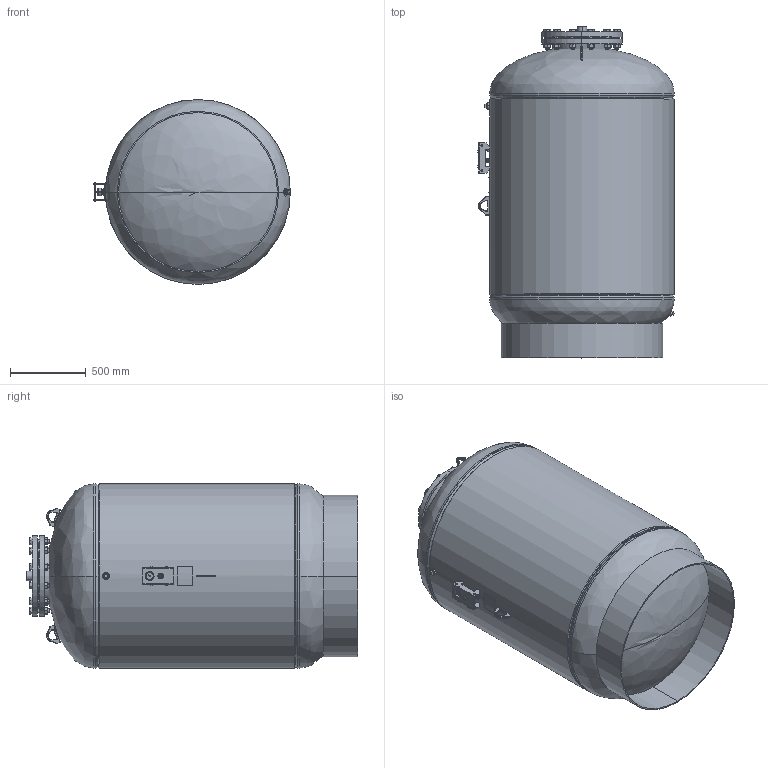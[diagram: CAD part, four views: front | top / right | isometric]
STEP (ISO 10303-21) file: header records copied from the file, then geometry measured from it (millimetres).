
FILE_DESCRIPTION (( 'STEP AP203' ), '1' );
FILE_NAME ('NLA-2000-HP.STEP', '2022-04-20T20:32:05', ( '' ), ( '' ), 'SwSTEP 2.0', 'SolidWorks 2021', '' );
FILE_SCHEMA (( 'CONFIG_CONTROL_DESIGN' ));
Length unit declared in the file: inch
Products named in the file (30): 9800640_HHNUT 1.0000-8-D-N; 9500050; 99K0777; PLUGS_9500150; 9600830_48" VERT; Couplings_9500564; NLA-2000-HP; 99P3903; PLUGS_9500140; 07200300_5081T17; 9200241-1; 9800460_03-34; BLIND FLANGES ASME B16.5_14 150# SA-105; 9801686_5388K24; 9500010; 9500030; 9800687_4464K255; 22Q0689; 99K0776; 9500000; 9500040; 99J0601; 9400542; 9801685_76; 99M0553; 9800585_HHBOLT 1.0000-8x4.5x4.5-N; 22B0688; 9800401_9800400; 9800448
Assembly tree (55 placements, depth 2):
  NLA-2000-HP
    22B0688
    9200241-1
    9200241-1
    9500000
    9500010
    9500030
    9500040  x2
    9500050
    Couplings_9500564
    9800460_03-34
    07200300_5081T17
    9800401_9800400
    9800687_4464K255
    9801685_76
    9801686_5388K24
    99P3903
    PLUGS_9500140
    PLUGS_9500150
    99M0553
    BLIND FLANGES ASME B16.5_14 150# SA-105
    9800585_HHBOLT 1.0000-8x4.5x4.5-N  x12
    9800640_HHNUT 1.0000-8-D-N  x12
    9800448
    99J0601
    9400542  x3
    22Q0689
    99K0776  x2
    99K0777
    9600830_48" VERT
Bounding box: 1301.63 x 2195.37 x 1222.77 mm (x, y, z)
Volume: 95599464.3 mm3; surface area: 20117736 mm2
Topology: 60 solids, 60 shells, 2504 faces, 6701 edges, 4222 vertices
Faces by surface type: cylinder 1098, plane 603, cone 549, bspline 136, torus 109, sphere 9
Full cylindrical faces by diameter (mm): 1203.741 x1
Entity records: 111761 total; most frequent: CARTESIAN_POINT 62506, ORIENTED_EDGE 10354, DIRECTION 8086, EDGE_CURVE 5177, VERTEX_POINT 3331, AXIS2_PLACEMENT_3D 3230, EDGE_LOOP 2384, B_SPLINE_CURVE_WITH_KNOTS 1915
